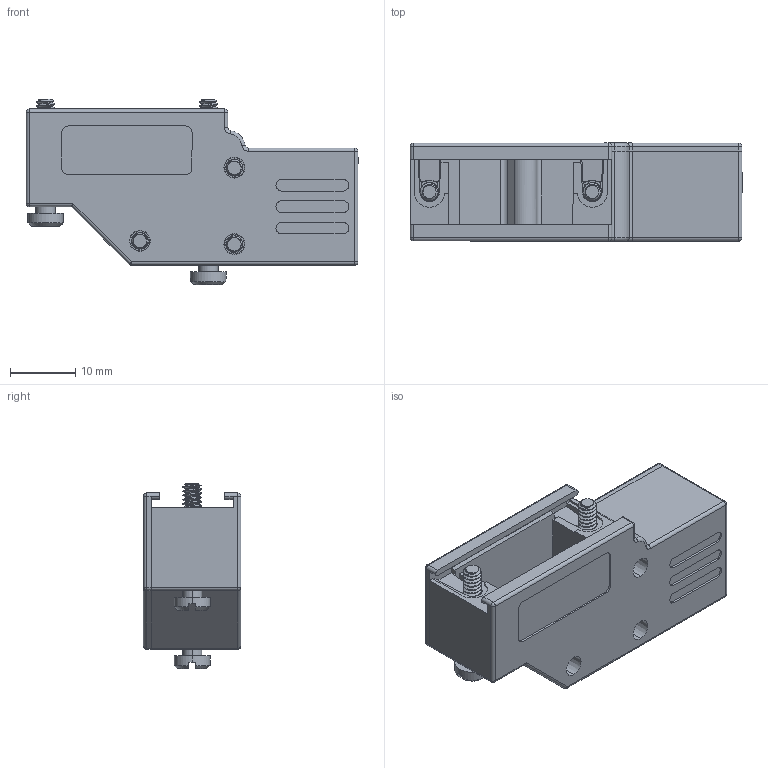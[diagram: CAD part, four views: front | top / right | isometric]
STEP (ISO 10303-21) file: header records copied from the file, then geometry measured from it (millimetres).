
FILE_DESCRIPTION (( 'STEP AP214' ), '1' );
FILE_NAME ('6688-9597.STEP', '2023-03-16T13:07:18', ( '' ), ( '' ), 'SwSTEP 2.0', 'SolidWorks 2021', '' );
FILE_SCHEMA (( 'AUTOMOTIVE_DESIGN' ));
Length unit declared in the file: millimetre
Products named in the file (7): 6688-9597; 6522-0121-05 (5mm); 6826-0128-13; 6805-0501-11; 6855-0115-03; 6826-0128-11; 6805-0501-01
Assembly tree (9 placements, depth 2):
  6688-9597
    6805-0501-11
    6805-0501-01
    6522-0121-05 (5mm)  x2
    6855-0115-03  x3
    6826-0128-13
    6826-0128-11
Bounding box: 51 x 15.05 x 28.5 mm (x, y, z)
Volume: 7812.4 mm3; surface area: 11228.7 mm2
Topology: 9 solids, 9 shells, 756 faces, 2041 edges, 1318 vertices
Faces by surface type: cylinder 347, plane 317, cone 49, torus 16, bspline 15, sphere 12
Entity records: 24042 total; most frequent: CARTESIAN_POINT 10319, ORIENTED_EDGE 2926, DIRECTION 2718, EDGE_CURVE 1463, VERTEX_POINT 946, AXIS2_PLACEMENT_3D 925, LINE 868, VECTOR 868
